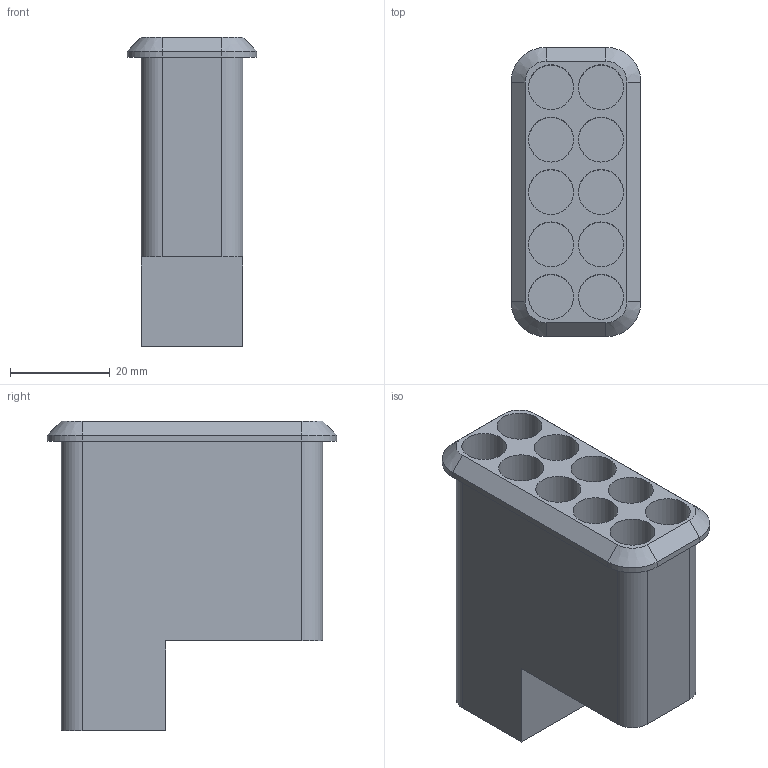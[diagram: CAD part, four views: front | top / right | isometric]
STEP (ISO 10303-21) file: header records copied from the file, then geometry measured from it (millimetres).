
FILE_DESCRIPTION(('FreeCAD Model'),'2;1');
FILE_NAME('Open CASCADE Shape Model','2025-10-28T19:38:31',(''),(''), 'Open CASCADE STEP processor 7.6','FreeCAD','Unknown');
FILE_SCHEMA(('AUTOMOTIVE_DESIGN { 1 0 10303 214 1 1 1 1 }'));
Length unit declared in the file: millimetre
Products named in the file (1): MiddleBitsModule
Bounding box: 26 x 57.98 x 62 mm (x, y, z)
Volume: 23661.2 mm3; surface area: 24156.6 mm2
Topology: 1 solids, 1 shells, 49 faces, 100 edges, 64 vertices
Faces by surface type: plane 27, cylinder 18, cone 4
Full cylindrical faces by diameter (mm): 9 x10
Entity records: 2638 total; most frequent: CARTESIAN_POINT 496, DIRECTION 418, LINE 214, VECTOR 214, ORIENTED_EDGE 200, PCURVE 200, DEFINITIONAL_REPRESENTATION 200, EDGE_CURVE 100
